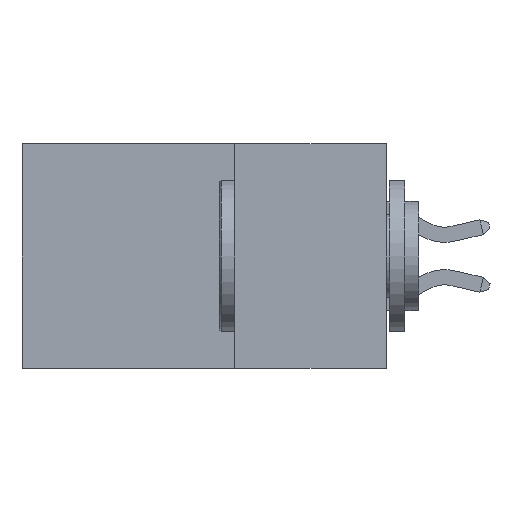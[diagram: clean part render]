
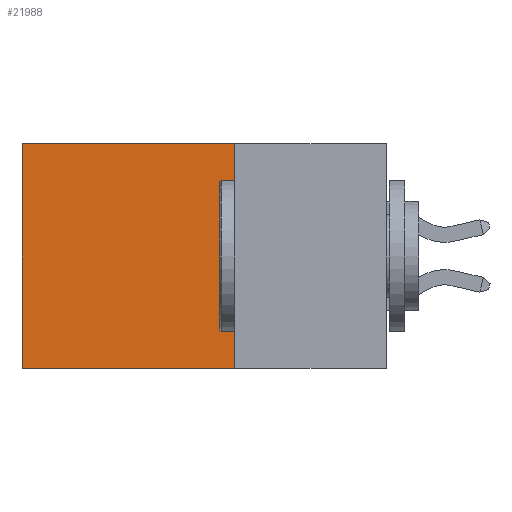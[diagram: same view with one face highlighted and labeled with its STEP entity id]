
A CAD part, left-side view. The second image highlights one B-rep face of the part: STEP entity #21988.
In plain terms, the highlighted planar face has unit normal (-1, 0, 0).
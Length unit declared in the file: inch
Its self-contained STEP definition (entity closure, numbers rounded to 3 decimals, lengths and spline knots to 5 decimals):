
#214 = VERTEX_POINT ( 'NONE', #8573 ) ;
#493 = EDGE_CURVE ( 'NONE', #214, #22470, #12048, .T. ) ;
#885 = EDGE_LOOP ( 'NONE', ( #3712, #18676, #24755, #11001 ) ) ;
#2217 = VECTOR ( 'NONE', #2686, 39.37008 ) ;
#2338 = CARTESIAN_POINT ( 'NONE',  ( 0.2615, 0.25, -0.37 ) ) ;
#2686 = DIRECTION ( 'NONE',  ( 0., 1., 0. ) ) ;
#2694 = DIRECTION ( 'NONE',  ( 0., 0., -1. ) ) ;
#3035 = PLANE ( 'NONE',  #23821 ) ;
#3242 = LINE ( 'NONE', #3433, #12984 ) ;
#3433 = CARTESIAN_POINT ( 'NONE',  ( 0.2615, 0.25, -0.37 ) ) ;
#3712 = ORIENTED_EDGE ( 'NONE', *, *, #11690, .T. ) ;
#4965 = CARTESIAN_POINT ( 'NONE',  ( 0.2615, 0.25, -0.37 ) ) ;
#6744 = VERTEX_POINT ( 'NONE', #22280 ) ;
#6973 = DIRECTION ( 'NONE',  ( 1., 0., 0. ) ) ;
#7816 = FACE_OUTER_BOUND ( 'NONE', #885, .T. ) ;
#8573 = CARTESIAN_POINT ( 'NONE',  ( 0.2615, 0.25, 0. ) ) ;
#9616 = VECTOR ( 'NONE', #2694, 39.37008 ) ;
#10158 = DIRECTION ( 'NONE',  ( 0., 0., -1. ) ) ;
#10236 = LINE ( 'NONE', #12404, #9616 ) ;
#11001 = ORIENTED_EDGE ( 'NONE', *, *, #13400, .T. ) ;
#11690 = EDGE_CURVE ( 'NONE', #6744, #20218, #10236, .T. ) ;
#12048 = LINE ( 'NONE', #14234, #13232 ) ;
#12349 = CARTESIAN_POINT ( 'NONE',  ( 0.2615, 0.6, -0.37 ) ) ;
#12404 = CARTESIAN_POINT ( 'NONE',  ( 0.2615, 0.6, -0.37 ) ) ;
#12984 = VECTOR ( 'NONE', #18853, 39.37008 ) ;
#13232 = VECTOR ( 'NONE', #10158, 39.37008 ) ;
#13400 = EDGE_CURVE ( 'NONE', #214, #6744, #17004, .T. ) ;
#14234 = CARTESIAN_POINT ( 'NONE',  ( 0.2615, 0.25, -0.37 ) ) ;
#14287 = CARTESIAN_POINT ( 'NONE',  ( 0.2615, 0.25, 0. ) ) ;
#17004 = LINE ( 'NONE', #14287, #2217 ) ;
#18676 = ORIENTED_EDGE ( 'NONE', *, *, #21057, .F. ) ;
#18853 = DIRECTION ( 'NONE',  ( 0., 1., 0. ) ) ;
#20218 = VERTEX_POINT ( 'NONE', #12349 ) ;
#20343 = DIRECTION ( 'NONE',  ( 0., 0., -1. ) ) ;
#21057 = EDGE_CURVE ( 'NONE', #22470, #20218, #3242, .T. ) ;
#21988 = ADVANCED_FACE ( 'NONE', ( #7816 ), #3035, .F. ) ;
#22280 = CARTESIAN_POINT ( 'NONE',  ( 0.2615, 0.6, 0. ) ) ;
#22470 = VERTEX_POINT ( 'NONE', #2338 ) ;
#23821 = AXIS2_PLACEMENT_3D ( 'NONE', #4965, #6973, #20343 ) ;
#24755 = ORIENTED_EDGE ( 'NONE', *, *, #493, .F. ) ;
